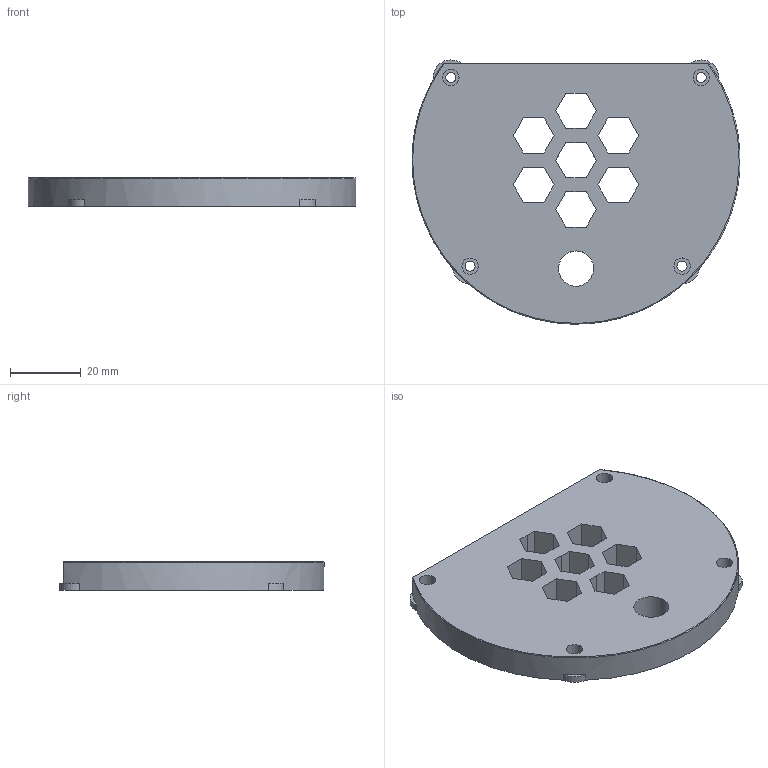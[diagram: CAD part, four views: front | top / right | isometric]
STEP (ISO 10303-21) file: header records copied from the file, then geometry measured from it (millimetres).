
FILE_DESCRIPTION(/* description */ (''),/* implementation_level */ '2;1');
FILE_NAME(/* name */ 'SHOULDER TOP V4.step',/* time_stamp */ '2024-07-28T02:50:53-04:00',/* author */ (''),/* organization */ (''),/* preprocessor_version */ 'ST-DEVELOPER v20',/* originating_system */ 'Autodesk Translation Framework v13.14.0.145',/* authorisation */ '');
FILE_SCHEMA (('AUTOMOTIVE_DESIGN { 1 0 10303 214 3 1 1 }'));
Length unit declared in the file: millimetre
Products named in the file (1): SHOULDER JOINT
Bounding box: 92.99 x 74.89 x 8 mm (x, y, z)
Volume: 40406.5 mm3; surface area: 15052.1 mm2
Topology: 1 solids, 1 shells, 102 faces, 276 edges, 184 vertices
Faces by surface type: plane 87, cylinder 14, bspline 1
Full cylindrical faces by diameter (mm): 2.85 x4, 4.6 x4, 10 x1
Entity records: 3566 total; most frequent: CARTESIAN_POINT 876, ORIENTED_EDGE 552, DIRECTION 509, EDGE_CURVE 276, LINE 239, VECTOR 239, VERTEX_POINT 184, AXIS2_PLACEMENT_3D 135
